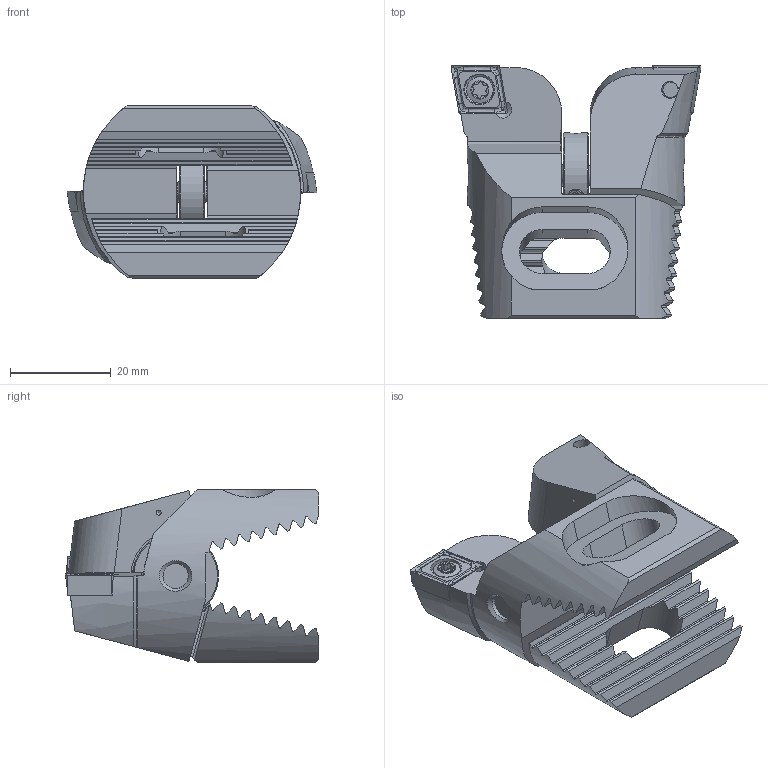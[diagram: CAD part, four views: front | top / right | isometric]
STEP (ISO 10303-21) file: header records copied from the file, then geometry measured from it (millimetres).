
FILE_DESCRIPTION (( 'STEP AP214' ), '1' );
FILE_NAME ('Z42.WCB.B12.028.STEP', '2020-08-14T11:44:33', ( '' ), ( '' ), 'SwSTEP 2.0', 'SolidWorks 2017', '' );
FILE_SCHEMA (( 'AUTOMOTIVE_DESIGN' ));
Length unit declared in the file: millimetre
Products named in the file (8): ISO 4026 - M3 x 5; Z42-ER3.001.040_A; WCB-ER2.001.009_A; Z42-ER3.002.005_A; CCMT09T304; Z42.WCB.B12.028; Z42-ER3.000.040; Z42-WCB.001.028_A
Assembly tree (12 placements, depth 3):
  Z42.WCB.B12.028
    Z42-WCB.001.028_A  x2
    WCB-ER2.001.009_A  x2
    CCMT09T304  x2
    Z42-ER3.000.040
      Z42-ER3.001.040_A
      Z42-ER3.002.005_A
      ISO 4026 - M3 x 5  x3
Bounding box: 49.5 x 50.1 x 34.2 mm (x, y, z)
Volume: 27941.1 mm3; surface area: 14559.2 mm2
Topology: 11 solids, 11 shells, 417 faces, 1106 edges, 701 vertices
Faces by surface type: plane 205, cylinder 107, cone 67, bspline 24, torus 12, sphere 2
Full cylindrical faces by diameter (mm): 1 x2, 3 x3, 3.3 x7, 3.8 x2, 4 x2, 4.4 x2, 5 x2, 5.25 x2, 6 x4, 6.1 x2, 17 x1
Entity records: 8011 total; most frequent: CARTESIAN_POINT 2469, ORIENTED_EDGE 1034, DIRECTION 877, EDGE_CURVE 517, VERTEX_POINT 356, AXIS2_PLACEMENT_3D 331, EDGE_LOOP 281, FACE_OUTER_BOUND 246
